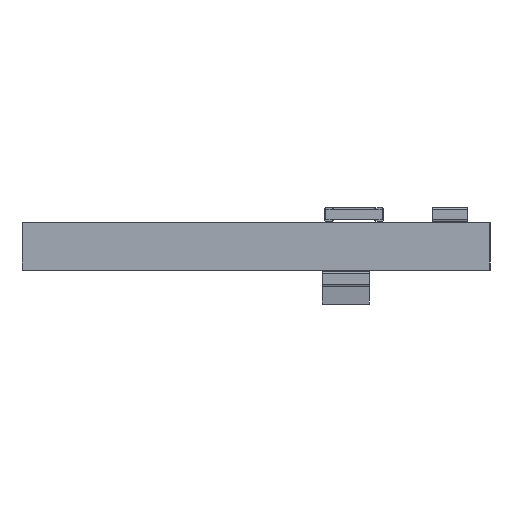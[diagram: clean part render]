
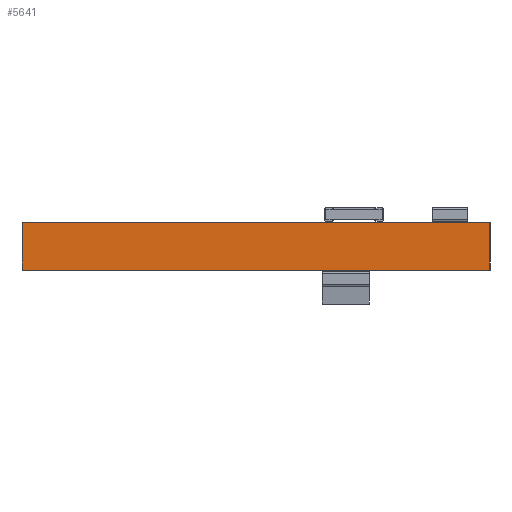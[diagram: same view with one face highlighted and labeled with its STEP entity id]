
A CAD part, left-side view. The second image highlights one B-rep face of the part: STEP entity #5641.
In plain terms, the highlighted planar face has unit normal (-1, 0, 0).
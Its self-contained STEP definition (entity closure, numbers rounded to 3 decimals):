
#5525 = EDGE_CURVE('',#5526,#5528,#5530,.T.);
#5526 = VERTEX_POINT('',#5527);
#5527 = CARTESIAN_POINT('',(60.275,-114.05,0.));
#5528 = VERTEX_POINT('',#5529);
#5529 = CARTESIAN_POINT('',(60.275,-114.05,1.6));
#5530 = SURFACE_CURVE('',#5531,(#5535,#5547),.PCURVE_S1.);
#5531 = LINE('',#5532,#5533);
#5532 = CARTESIAN_POINT('',(60.275,-114.05,0.));
#5533 = VECTOR('',#5534,1.);
#5534 = DIRECTION('',(0.,0.,1.));
#5535 = PCURVE('',#5536,#5541);
#5536 = PLANE('',#5537);
#5537 = AXIS2_PLACEMENT_3D('',#5538,#5539,#5540);
#5538 = CARTESIAN_POINT('',(60.275,-114.05,0.));
#5539 = DIRECTION('',(0.,1.,0.));
#5540 = DIRECTION('',(1.,0.,0.));
#5541 = DEFINITIONAL_REPRESENTATION('',(#5542),#5546);
#5542 = LINE('',#5543,#5544);
#5543 = CARTESIAN_POINT('',(0.,0.));
#5544 = VECTOR('',#5545,1.);
#5545 = DIRECTION('',(0.,-1.));
#5546 = ( GEOMETRIC_REPRESENTATION_CONTEXT(2) 
PARAMETRIC_REPRESENTATION_CONTEXT() REPRESENTATION_CONTEXT('2D SPACE',''
  ) );
#5547 = PCURVE('',#5548,#5553);
#5548 = PLANE('',#5549);
#5549 = AXIS2_PLACEMENT_3D('',#5550,#5551,#5552);
#5550 = CARTESIAN_POINT('',(60.275,-129.875,0.));
#5551 = DIRECTION('',(-1.,0.,0.));
#5552 = DIRECTION('',(0.,1.,0.));
#5553 = DEFINITIONAL_REPRESENTATION('',(#5554),#5558);
#5554 = LINE('',#5555,#5556);
#5555 = CARTESIAN_POINT('',(15.825,0.));
#5556 = VECTOR('',#5557,1.);
#5557 = DIRECTION('',(0.,-1.));
#5558 = ( GEOMETRIC_REPRESENTATION_CONTEXT(2) 
PARAMETRIC_REPRESENTATION_CONTEXT() REPRESENTATION_CONTEXT('2D SPACE',''
  ) );
#5576 = PLANE('',#5577);
#5577 = AXIS2_PLACEMENT_3D('',#5578,#5579,#5580);
#5578 = CARTESIAN_POINT('',(74.975,-121.963,1.6));
#5579 = DIRECTION('',(-0.,-0.,-1.));
#5580 = DIRECTION('',(-1.,0.,0.));
#5630 = PLANE('',#5631);
#5631 = AXIS2_PLACEMENT_3D('',#5632,#5633,#5634);
#5632 = CARTESIAN_POINT('',(74.975,-121.963,0.));
#5633 = DIRECTION('',(-0.,-0.,-1.));
#5634 = DIRECTION('',(-1.,0.,0.));
#5641 = ADVANCED_FACE('',(#5642),#5548,.T.);
#5642 = FACE_BOUND('',#5643,.T.);
#5643 = EDGE_LOOP('',(#5644,#5674,#5695,#5696));
#5644 = ORIENTED_EDGE('',*,*,#5645,.T.);
#5645 = EDGE_CURVE('',#5646,#5648,#5650,.T.);
#5646 = VERTEX_POINT('',#5647);
#5647 = CARTESIAN_POINT('',(60.275,-129.875,0.));
#5648 = VERTEX_POINT('',#5649);
#5649 = CARTESIAN_POINT('',(60.275,-129.875,1.6));
#5650 = SURFACE_CURVE('',#5651,(#5655,#5662),.PCURVE_S1.);
#5651 = LINE('',#5652,#5653);
#5652 = CARTESIAN_POINT('',(60.275,-129.875,0.));
#5653 = VECTOR('',#5654,1.);
#5654 = DIRECTION('',(0.,0.,1.));
#5655 = PCURVE('',#5548,#5656);
#5656 = DEFINITIONAL_REPRESENTATION('',(#5657),#5661);
#5657 = LINE('',#5658,#5659);
#5658 = CARTESIAN_POINT('',(0.,0.));
#5659 = VECTOR('',#5660,1.);
#5660 = DIRECTION('',(0.,-1.));
#5661 = ( GEOMETRIC_REPRESENTATION_CONTEXT(2) 
PARAMETRIC_REPRESENTATION_CONTEXT() REPRESENTATION_CONTEXT('2D SPACE',''
  ) );
#5662 = PCURVE('',#5663,#5668);
#5663 = PLANE('',#5664);
#5664 = AXIS2_PLACEMENT_3D('',#5665,#5666,#5667);
#5665 = CARTESIAN_POINT('',(89.675,-129.875,0.));
#5666 = DIRECTION('',(0.,-1.,0.));
#5667 = DIRECTION('',(-1.,0.,0.));
#5668 = DEFINITIONAL_REPRESENTATION('',(#5669),#5673);
#5669 = LINE('',#5670,#5671);
#5670 = CARTESIAN_POINT('',(29.4,0.));
#5671 = VECTOR('',#5672,1.);
#5672 = DIRECTION('',(0.,-1.));
#5673 = ( GEOMETRIC_REPRESENTATION_CONTEXT(2) 
PARAMETRIC_REPRESENTATION_CONTEXT() REPRESENTATION_CONTEXT('2D SPACE',''
  ) );
#5674 = ORIENTED_EDGE('',*,*,#5675,.T.);
#5675 = EDGE_CURVE('',#5648,#5528,#5676,.T.);
#5676 = SURFACE_CURVE('',#5677,(#5681,#5688),.PCURVE_S1.);
#5677 = LINE('',#5678,#5679);
#5678 = CARTESIAN_POINT('',(60.275,-129.875,1.6));
#5679 = VECTOR('',#5680,1.);
#5680 = DIRECTION('',(0.,1.,0.));
#5681 = PCURVE('',#5548,#5682);
#5682 = DEFINITIONAL_REPRESENTATION('',(#5683),#5687);
#5683 = LINE('',#5684,#5685);
#5684 = CARTESIAN_POINT('',(0.,-1.6));
#5685 = VECTOR('',#5686,1.);
#5686 = DIRECTION('',(1.,0.));
#5687 = ( GEOMETRIC_REPRESENTATION_CONTEXT(2) 
PARAMETRIC_REPRESENTATION_CONTEXT() REPRESENTATION_CONTEXT('2D SPACE',''
  ) );
#5688 = PCURVE('',#5576,#5689);
#5689 = DEFINITIONAL_REPRESENTATION('',(#5690),#5694);
#5690 = LINE('',#5691,#5692);
#5691 = CARTESIAN_POINT('',(14.7,-7.913));
#5692 = VECTOR('',#5693,1.);
#5693 = DIRECTION('',(0.,1.));
#5694 = ( GEOMETRIC_REPRESENTATION_CONTEXT(2) 
PARAMETRIC_REPRESENTATION_CONTEXT() REPRESENTATION_CONTEXT('2D SPACE',''
  ) );
#5695 = ORIENTED_EDGE('',*,*,#5525,.F.);
#5696 = ORIENTED_EDGE('',*,*,#5697,.F.);
#5697 = EDGE_CURVE('',#5646,#5526,#5698,.T.);
#5698 = SURFACE_CURVE('',#5699,(#5703,#5710),.PCURVE_S1.);
#5699 = LINE('',#5700,#5701);
#5700 = CARTESIAN_POINT('',(60.275,-129.875,0.));
#5701 = VECTOR('',#5702,1.);
#5702 = DIRECTION('',(0.,1.,0.));
#5703 = PCURVE('',#5548,#5704);
#5704 = DEFINITIONAL_REPRESENTATION('',(#5705),#5709);
#5705 = LINE('',#5706,#5707);
#5706 = CARTESIAN_POINT('',(0.,0.));
#5707 = VECTOR('',#5708,1.);
#5708 = DIRECTION('',(1.,0.));
#5709 = ( GEOMETRIC_REPRESENTATION_CONTEXT(2) 
PARAMETRIC_REPRESENTATION_CONTEXT() REPRESENTATION_CONTEXT('2D SPACE',''
  ) );
#5710 = PCURVE('',#5630,#5711);
#5711 = DEFINITIONAL_REPRESENTATION('',(#5712),#5716);
#5712 = LINE('',#5713,#5714);
#5713 = CARTESIAN_POINT('',(14.7,-7.913));
#5714 = VECTOR('',#5715,1.);
#5715 = DIRECTION('',(0.,1.));
#5716 = ( GEOMETRIC_REPRESENTATION_CONTEXT(2) 
PARAMETRIC_REPRESENTATION_CONTEXT() REPRESENTATION_CONTEXT('2D SPACE',''
  ) );
